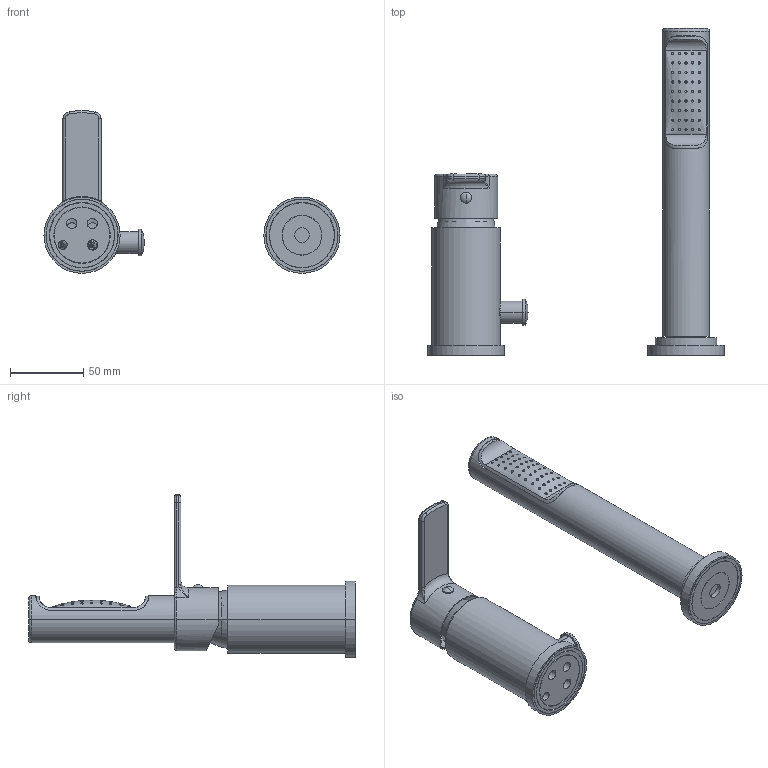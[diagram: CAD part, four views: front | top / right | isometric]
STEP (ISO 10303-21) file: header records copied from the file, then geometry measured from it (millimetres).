
FILE_DESCRIPTION((''),'2;1');
FILE_NAME('RED041LCR','2021-11-08T15:26:23',('ut3'),('PAFFONI SpA'),'CREO PARAMETRIC BY PTC INC, 2020044','CREO PARAMETRIC BY PTC INC, 2020044','');
FILE_SCHEMA(('CONFIG_CONTROL_DESIGN','SHAPE_APPEARANCE_LAYERS_GROUPS'));
Length unit declared in the file: millimetre
Products named in the file (1): RED041LCR
Bounding box: 202 x 223 x 110.91 mm (x, y, z)
Volume: 224438 mm3; surface area: 116903.6 mm2
Topology: 3 solids, 3 shells, 1405 faces, 3701 edges, 2330 vertices
Faces by surface type: plane 668, cylinder 468, torus 119, cone 71, bspline 45, sphere 34
Entity records: 68063 total; most frequent: CARTESIAN_POINT 23586, ORIENTED_EDGE 7362, DIRECTION 6959, EDGE_CURVE 3681, AXIS2_PLACEMENT_3D 2551, VERTEX_POINT 2328, VECTOR 1857, LINE 1857
